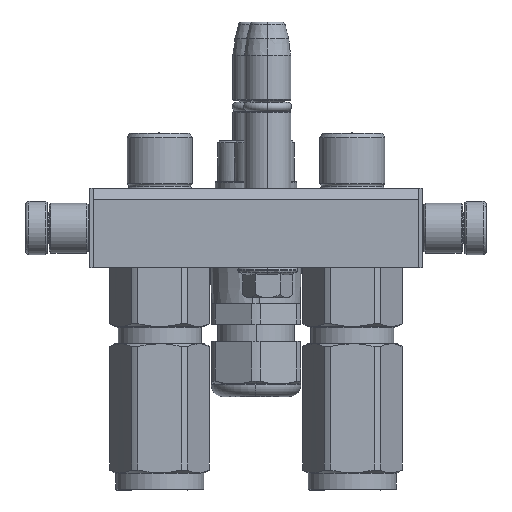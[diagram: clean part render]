
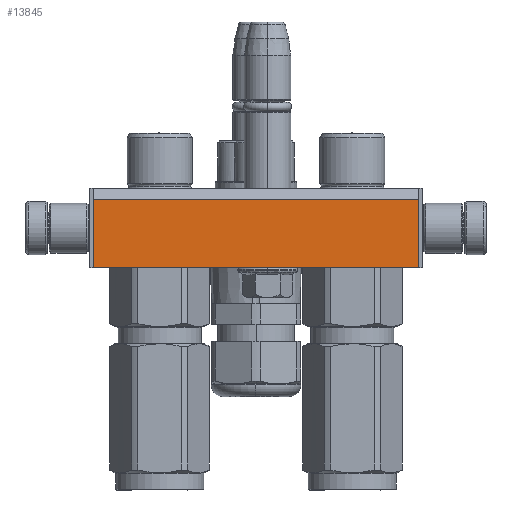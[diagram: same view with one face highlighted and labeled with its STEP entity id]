
A CAD part, left-side view. The second image highlights one B-rep face of the part: STEP entity #13845.
In plain terms, the highlighted face is planar.
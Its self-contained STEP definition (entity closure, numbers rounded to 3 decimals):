
#1785 = AXIS2_PLACEMENT_3D ( 'NONE', #37133, #37943, #45566 ) ;
#2214 = LINE ( 'NONE', #6665, #40472 ) ;
#2743 = DIRECTION ( 'NONE',  ( 1., 0., 0. ) ) ;
#3768 = PLANE ( 'NONE',  #1785 ) ;
#6097 = VERTEX_POINT ( 'NONE', #14202 ) ;
#6665 = CARTESIAN_POINT ( 'NONE',  ( 78., 3.464, 24. ) ) ;
#9593 = DIRECTION ( 'NONE',  ( 0., 1., 0. ) ) ;
#11361 = CARTESIAN_POINT ( 'NONE',  ( 78., 3.464, 24. ) ) ;
#13824 = CARTESIAN_POINT ( 'NONE',  ( -20., 3.464, 24. ) ) ;
#13845 = ADVANCED_FACE ( 'NONE', ( #34398 ), #3768, .T. ) ;
#13992 = DIRECTION ( 'NONE',  ( 0., 1., 0. ) ) ;
#14066 = LINE ( 'NONE', #43528, #33137 ) ;
#14202 = CARTESIAN_POINT ( 'NONE',  ( -20., 24., 24. ) ) ;
#16893 = EDGE_CURVE ( 'NONE', #17033, #28864, #2214, .T. ) ;
#17033 = VERTEX_POINT ( 'NONE', #11361 ) ;
#18409 = EDGE_CURVE ( 'NONE', #40395, #17033, #44408, .T. ) ;
#18578 = ORIENTED_EDGE ( 'NONE', *, *, #18409, .T. ) ;
#19667 = EDGE_LOOP ( 'NONE', ( #46490, #32760, #18578, #24375 ) ) ;
#19995 = VECTOR ( 'NONE', #2743, 1000. ) ;
#20744 = CARTESIAN_POINT ( 'NONE',  ( -20., 3.464, 24. ) ) ;
#24375 = ORIENTED_EDGE ( 'NONE', *, *, #16893, .T. ) ;
#28864 = VERTEX_POINT ( 'NONE', #35231 ) ;
#32346 = DIRECTION ( 'NONE',  ( 1., 0., 0. ) ) ;
#32760 = ORIENTED_EDGE ( 'NONE', *, *, #33550, .F. ) ;
#33137 = VECTOR ( 'NONE', #32346, 1000. ) ;
#33550 = EDGE_CURVE ( 'NONE', #40395, #6097, #43988, .T. ) ;
#34398 = FACE_OUTER_BOUND ( 'NONE', #19667, .T. ) ;
#35231 = CARTESIAN_POINT ( 'NONE',  ( 78., 24., 24. ) ) ;
#35847 = VECTOR ( 'NONE', #9593, 1000. ) ;
#37133 = CARTESIAN_POINT ( 'NONE',  ( -21., 0., 24. ) ) ;
#37943 = DIRECTION ( 'NONE',  ( 0., 0., 1. ) ) ;
#39882 = CARTESIAN_POINT ( 'NONE',  ( -20., 3.464, 24. ) ) ;
#40395 = VERTEX_POINT ( 'NONE', #39882 ) ;
#40472 = VECTOR ( 'NONE', #13992, 1000. ) ;
#43528 = CARTESIAN_POINT ( 'NONE',  ( -20., 24., 24. ) ) ;
#43988 = LINE ( 'NONE', #20744, #35847 ) ;
#44408 = LINE ( 'NONE', #13824, #19995 ) ;
#45566 = DIRECTION ( 'NONE',  ( 1., 0., 0. ) ) ;
#46340 = EDGE_CURVE ( 'NONE', #6097, #28864, #14066, .T. ) ;
#46490 = ORIENTED_EDGE ( 'NONE', *, *, #46340, .F. ) ;
